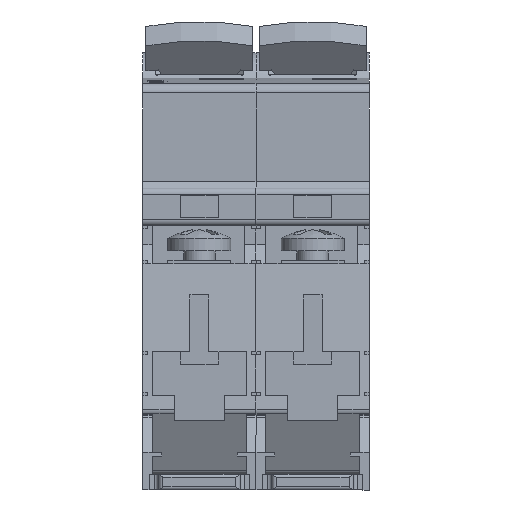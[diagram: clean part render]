
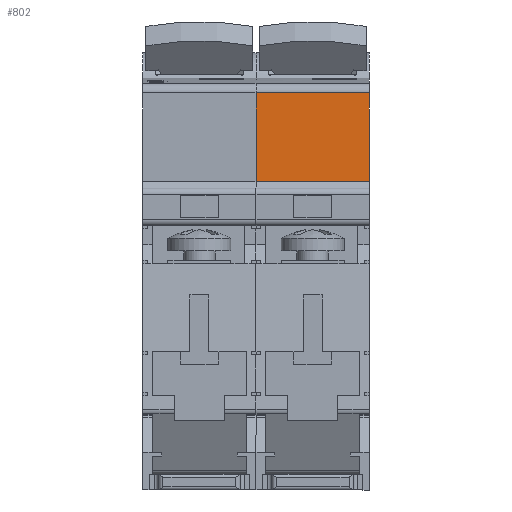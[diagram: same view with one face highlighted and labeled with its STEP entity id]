
A CAD part, left-side view. The second image highlights one B-rep face of the part: STEP entity #802.
In plain terms, the highlighted planar face has unit normal (-1, 0, 0).
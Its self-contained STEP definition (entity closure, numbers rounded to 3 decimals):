
#802 = ADVANCED_FACE( '', ( #1869 ), #1870, .T. );
#1869 = FACE_OUTER_BOUND( '', #3397, .T. );
#1870 = PLANE( '', #3398 );
#3397 = EDGE_LOOP( '', ( #5950, #5951, #5952, #5953 ) );
#3398 = AXIS2_PLACEMENT_3D( '', #5954, #5955, #5956 );
#5950 = ORIENTED_EDGE( '', *, *, #9456, .T. );
#5951 = ORIENTED_EDGE( '', *, *, #9457, .T. );
#5952 = ORIENTED_EDGE( '', *, *, #9287, .F. );
#5953 = ORIENTED_EDGE( '', *, *, #9458, .F. );
#5954 = CARTESIAN_POINT( '', ( -22.5, -9., 64.5 ) );
#5955 = DIRECTION( '', ( -1., 0., 0. ) );
#5956 = DIRECTION( '', ( 0., 0., 1. ) );
#9287 = EDGE_CURVE( '', #11205, #11207, #11208, .T. );
#9456 = EDGE_CURVE( '', #11485, #11486, #11487, .T. );
#9457 = EDGE_CURVE( '', #11486, #11207, #11488, .T. );
#9458 = EDGE_CURVE( '', #11485, #11205, #11489, .T. );
#11205 = VERTEX_POINT( '', #13949 );
#11207 = VERTEX_POINT( '', #13952 );
#11208 = LINE( '', #13953, #13954 );
#11485 = VERTEX_POINT( '', #14595 );
#11486 = VERTEX_POINT( '', #14596 );
#11487 = LINE( '', #14597, #14598 );
#11488 = LINE( '', #14599, #14600 );
#11489 = LINE( '', #14601, #14602 );
#13949 = CARTESIAN_POINT( '', ( -22.5, 9., 49. ) );
#13952 = CARTESIAN_POINT( '', ( -22.5, 9., 63.126 ) );
#13953 = CARTESIAN_POINT( '', ( -22.5, 9., 64.5 ) );
#13954 = VECTOR( '', #17065, 1000. );
#14595 = CARTESIAN_POINT( '', ( -22.5, -9., 49. ) );
#14596 = CARTESIAN_POINT( '', ( -22.5, -9., 63.126 ) );
#14597 = CARTESIAN_POINT( '', ( -22.5, -9., 64.5 ) );
#14598 = VECTOR( '', #17167, 1000. );
#14599 = CARTESIAN_POINT( '', ( -22.5, -9., 63.126 ) );
#14600 = VECTOR( '', #17168, 1000. );
#14601 = CARTESIAN_POINT( '', ( -22.5, -9., 49. ) );
#14602 = VECTOR( '', #17169, 1000. );
#17065 = DIRECTION( '', ( 0., 0., 1. ) );
#17167 = DIRECTION( '', ( 0., 0., 1. ) );
#17168 = DIRECTION( '', ( 0., 1., 0. ) );
#17169 = DIRECTION( '', ( 0., 1., 0. ) );
